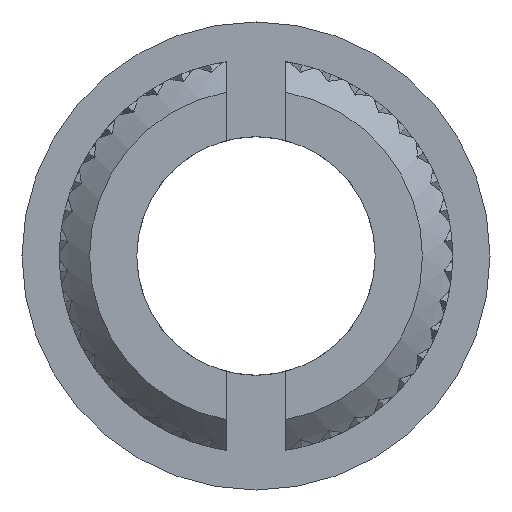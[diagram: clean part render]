
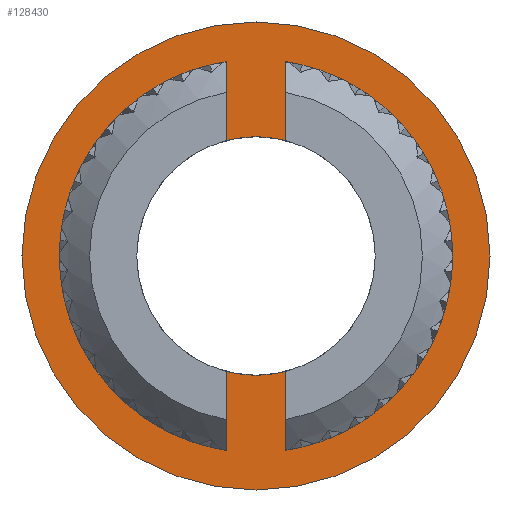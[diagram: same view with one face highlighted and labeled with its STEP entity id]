
A CAD part, front view. The second image highlights one B-rep face of the part: STEP entity #128430.
In plain terms, the highlighted planar face has unit normal (0, -1, 0).
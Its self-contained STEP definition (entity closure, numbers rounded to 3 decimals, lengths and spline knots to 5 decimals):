
#320 = VERTEX_POINT ( 'NONE', #103073 ) ;
#1687 = CIRCLE ( 'NONE', #32479, 0.0795 ) ;
#1988 = AXIS2_PLACEMENT_3D ( 'NONE', #89260, #120837, #79609 ) ;
#5497 = CARTESIAN_POINT ( 'NONE',  ( -0.01969, 0.335, 0.07702 ) ) ;
#5979 = LINE ( 'NONE', #112641, #135164 ) ;
#6651 = DIRECTION ( 'NONE',  ( 0., 0., 1. ) ) ;
#7885 = VERTEX_POINT ( 'NONE', #119402 ) ;
#8464 = CARTESIAN_POINT ( 'NONE',  ( 0., 0.335, 0.15605 ) ) ;
#10301 = EDGE_LOOP ( 'NONE', ( #82582, #129049 ) ) ;
#13288 = DIRECTION ( 'NONE',  ( 0., -1., 0. ) ) ;
#14136 = AXIS2_PLACEMENT_3D ( 'NONE', #85095, #105019, #31393 ) ;
#14220 = LINE ( 'NONE', #25941, #89854 ) ;
#14340 = AXIS2_PLACEMENT_3D ( 'NONE', #20815, #101398, #102753 ) ;
#17522 = CARTESIAN_POINT ( 'NONE',  ( 0.01969, 0.335, -0.12344 ) ) ;
#19558 = AXIS2_PLACEMENT_3D ( 'NONE', #36074, #131680, #129625 ) ;
#20815 = CARTESIAN_POINT ( 'NONE',  ( 0., 0.335, 0. ) ) ;
#25157 = AXIS2_PLACEMENT_3D ( 'NONE', #120224, #44591, #86618 ) ;
#25941 = CARTESIAN_POINT ( 'NONE',  ( 0.01969, 0.335, -0.15605 ) ) ;
#28956 = AXIS2_PLACEMENT_3D ( 'NONE', #87668, #13288, #129553 ) ;
#31393 = DIRECTION ( 'NONE',  ( 0., 0., -1. ) ) ;
#32272 = EDGE_CURVE ( 'NONE', #81174, #132862, #80108, .T. ) ;
#32395 = EDGE_CURVE ( 'NONE', #104350, #7885, #93268, .T. ) ;
#32479 = AXIS2_PLACEMENT_3D ( 'NONE', #85208, #50810, #40485 ) ;
#35478 = ORIENTED_EDGE ( 'NONE', *, *, #125659, .F. ) ;
#36074 = CARTESIAN_POINT ( 'NONE',  ( 0.15605, 0.335, 0. ) ) ;
#36961 = CARTESIAN_POINT ( 'NONE',  ( 0., 0.335, -0.15605 ) ) ;
#37112 = CARTESIAN_POINT ( 'NONE',  ( 0.01969, 0.335, 0.07702 ) ) ;
#37641 = EDGE_LOOP ( 'NONE', ( #69462, #45701, #120511, #120697, #41945, #106145, #53937, #63303, #35478, #102362 ) ) ;
#39553 = CARTESIAN_POINT ( 'NONE',  ( -0.01969, 0.335, -0.12344 ) ) ;
#40485 = DIRECTION ( 'NONE',  ( 0., 0., 1. ) ) ;
#40719 = CIRCLE ( 'NONE', #14340, 0.125 ) ;
#41565 = AXIS2_PLACEMENT_3D ( 'NONE', #49955, #91948, #113920 ) ;
#41945 = ORIENTED_EDGE ( 'NONE', *, *, #110402, .T. ) ;
#44591 = DIRECTION ( 'NONE',  ( 0., -1., 0. ) ) ;
#45235 = DIRECTION ( 'NONE',  ( 0., 0., 1. ) ) ;
#45525 = AXIS2_PLACEMENT_3D ( 'NONE', #59565, #101538, #103557 ) ;
#45701 = ORIENTED_EDGE ( 'NONE', *, *, #131037, .F. ) ;
#45714 = PLANE ( 'NONE',  #19558 ) ;
#49515 = EDGE_CURVE ( 'NONE', #320, #113751, #134435, .T. ) ;
#49908 = VERTEX_POINT ( 'NONE', #5497 ) ;
#49955 = CARTESIAN_POINT ( 'NONE',  ( 0., 0.335, 0. ) ) ;
#50810 = DIRECTION ( 'NONE',  ( 0., -1., 0. ) ) ;
#53937 = ORIENTED_EDGE ( 'NONE', *, *, #121551, .T. ) ;
#54715 = CARTESIAN_POINT ( 'NONE',  ( 0.01969, 0.335, -0.07702 ) ) ;
#59565 = CARTESIAN_POINT ( 'NONE',  ( 0., 0.335, 0. ) ) ;
#63303 = ORIENTED_EDGE ( 'NONE', *, *, #49515, .F. ) ;
#67563 = VERTEX_POINT ( 'NONE', #127449 ) ;
#69462 = ORIENTED_EDGE ( 'NONE', *, *, #79968, .F. ) ;
#76450 = EDGE_CURVE ( 'NONE', #119443, #67563, #5979, .T. ) ;
#79026 = LINE ( 'NONE', #110634, #96144 ) ;
#79423 = LINE ( 'NONE', #88403, #81316 ) ;
#79609 = DIRECTION ( 'NONE',  ( 0., 0., -1. ) ) ;
#79968 = EDGE_CURVE ( 'NONE', #80900, #119443, #40719, .T. ) ;
#80108 = CIRCLE ( 'NONE', #25157, 0.15605 ) ;
#80900 = VERTEX_POINT ( 'NONE', #124915 ) ;
#81174 = VERTEX_POINT ( 'NONE', #8464 ) ;
#81316 = VECTOR ( 'NONE', #98699, 39.37008 ) ;
#82582 = ORIENTED_EDGE ( 'NONE', *, *, #128144, .T. ) ;
#85095 = CARTESIAN_POINT ( 'NONE',  ( 0., 0.335, 0. ) ) ;
#85208 = CARTESIAN_POINT ( 'NONE',  ( 0., 0.335, 0. ) ) ;
#86618 = DIRECTION ( 'NONE',  ( 0., 0., -1. ) ) ;
#87668 = CARTESIAN_POINT ( 'NONE',  ( 0., 0.335, 0. ) ) ;
#88403 = CARTESIAN_POINT ( 'NONE',  ( -0.01969, 0.335, -0.15605 ) ) ;
#88684 = DIRECTION ( 'NONE',  ( 0., 0., 1. ) ) ;
#89260 = CARTESIAN_POINT ( 'NONE',  ( 0., 0.335, 0. ) ) ;
#89854 = VECTOR ( 'NONE', #45235, 39.37008 ) ;
#91948 = DIRECTION ( 'NONE',  ( 0., -1., 0. ) ) ;
#93268 = CIRCLE ( 'NONE', #14136, 0.125 ) ;
#96144 = VECTOR ( 'NONE', #88684, 39.37008 ) ;
#98699 = DIRECTION ( 'NONE',  ( 0., 0., 1. ) ) ;
#100063 = FACE_BOUND ( 'NONE', #37641, .T. ) ;
#100924 = CIRCLE ( 'NONE', #41565, 0.0795 ) ;
#101398 = DIRECTION ( 'NONE',  ( 0., -1., 0. ) ) ;
#101408 = FACE_OUTER_BOUND ( 'NONE', #10301, .T. ) ;
#101538 = DIRECTION ( 'NONE',  ( 0., -1., 0. ) ) ;
#102362 = ORIENTED_EDGE ( 'NONE', *, *, #76450, .F. ) ;
#102701 = CIRCLE ( 'NONE', #45525, 0.0795 ) ;
#102753 = DIRECTION ( 'NONE',  ( 0., 0., -1. ) ) ;
#103073 = CARTESIAN_POINT ( 'NONE',  ( 0., 0.335, -0.0795 ) ) ;
#103557 = DIRECTION ( 'NONE',  ( 0., 0., 1. ) ) ;
#104350 = VERTEX_POINT ( 'NONE', #17522 ) ;
#105019 = DIRECTION ( 'NONE',  ( 0., -1., 0. ) ) ;
#106145 = ORIENTED_EDGE ( 'NONE', *, *, #32395, .F. ) ;
#110402 = EDGE_CURVE ( 'NONE', #121411, #7885, #79026, .T. ) ;
#110634 = CARTESIAN_POINT ( 'NONE',  ( 0.01969, 0.335, -0.15605 ) ) ;
#111336 = EDGE_CURVE ( 'NONE', #121411, #119336, #102701, .T. ) ;
#112641 = CARTESIAN_POINT ( 'NONE',  ( -0.01969, 0.335, -0.15605 ) ) ;
#113271 = EDGE_CURVE ( 'NONE', #119336, #49908, #1687, .T. ) ;
#113751 = VERTEX_POINT ( 'NONE', #54715 ) ;
#113920 = DIRECTION ( 'NONE',  ( 0., 0., 1. ) ) ;
#119336 = VERTEX_POINT ( 'NONE', #131781 ) ;
#119402 = CARTESIAN_POINT ( 'NONE',  ( 0.01969, 0.335, 0.12344 ) ) ;
#119443 = VERTEX_POINT ( 'NONE', #39553 ) ;
#120224 = CARTESIAN_POINT ( 'NONE',  ( 0., 0.335, 0. ) ) ;
#120511 = ORIENTED_EDGE ( 'NONE', *, *, #113271, .F. ) ;
#120697 = ORIENTED_EDGE ( 'NONE', *, *, #111336, .F. ) ;
#120837 = DIRECTION ( 'NONE',  ( 0., -1., 0. ) ) ;
#121411 = VERTEX_POINT ( 'NONE', #37112 ) ;
#121551 = EDGE_CURVE ( 'NONE', #104350, #113751, #14220, .T. ) ;
#124915 = CARTESIAN_POINT ( 'NONE',  ( -0.01969, 0.335, 0.12344 ) ) ;
#125659 = EDGE_CURVE ( 'NONE', #67563, #320, #100924, .T. ) ;
#127449 = CARTESIAN_POINT ( 'NONE',  ( -0.01969, 0.335, -0.07702 ) ) ;
#128144 = EDGE_CURVE ( 'NONE', #132862, #81174, #133806, .T. ) ;
#128430 = ADVANCED_FACE ( 'NONE', ( #100063, #101408 ), #45714, .T. ) ;
#129049 = ORIENTED_EDGE ( 'NONE', *, *, #32272, .T. ) ;
#129553 = DIRECTION ( 'NONE',  ( 0., 0., 1. ) ) ;
#129625 = DIRECTION ( 'NONE',  ( 0., 0., -1. ) ) ;
#131037 = EDGE_CURVE ( 'NONE', #49908, #80900, #79423, .T. ) ;
#131680 = DIRECTION ( 'NONE',  ( 0., -1., 0. ) ) ;
#131781 = CARTESIAN_POINT ( 'NONE',  ( 0., 0.335, 0.0795 ) ) ;
#132862 = VERTEX_POINT ( 'NONE', #36961 ) ;
#133806 = CIRCLE ( 'NONE', #1988, 0.15605 ) ;
#134435 = CIRCLE ( 'NONE', #28956, 0.0795 ) ;
#135164 = VECTOR ( 'NONE', #6651, 39.37008 ) ;
